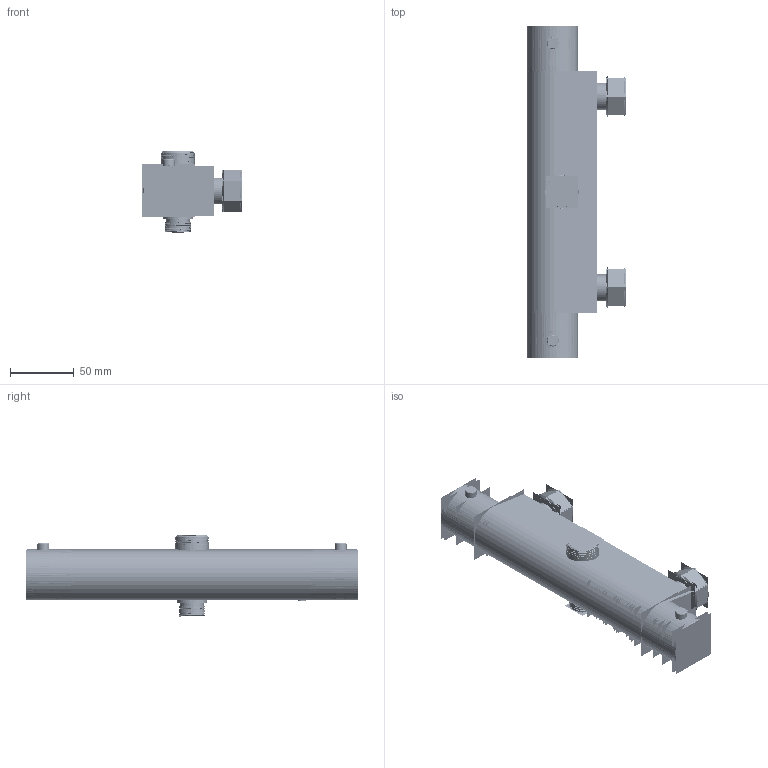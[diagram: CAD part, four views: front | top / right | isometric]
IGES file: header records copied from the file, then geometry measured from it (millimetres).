
Start section:  PTC IGES file: tm3c.igs
Global section: file name: tm3c.igs; native system: Creo Parametric by PTC Inc.; preprocessor: 2018100; author: luo; organization: Unknown; date: 20200225.161328; units: millimetre
Bounding box: 77.9 x 260.2 x 64.06 mm (x, y, z)
Surface area: 1170438.7 mm2 (no closed solid volume)
Topology: 0 solids, 0 shells, 6081 faces, 108716 edges, 144256 vertices
Faces by surface type: revolution 3649, bspline 2432
